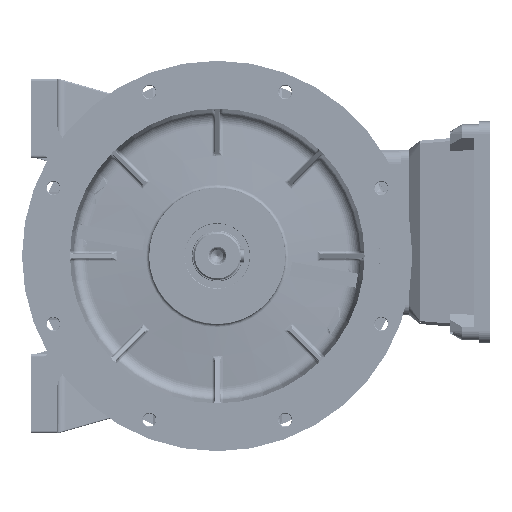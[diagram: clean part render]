
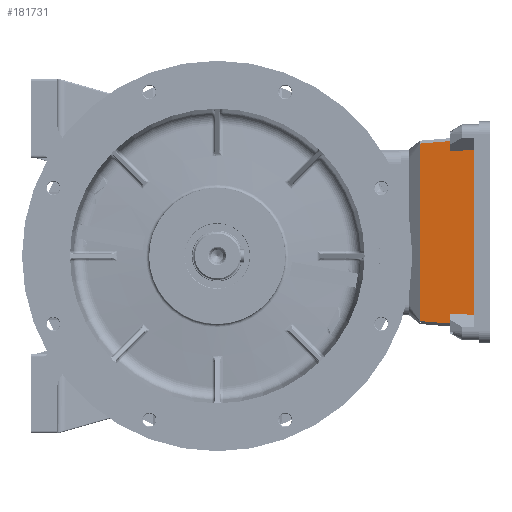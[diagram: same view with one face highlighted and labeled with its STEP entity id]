
A CAD part, left-side view. The second image highlights one B-rep face of the part: STEP entity #181731.
In plain terms, the highlighted face is planar.
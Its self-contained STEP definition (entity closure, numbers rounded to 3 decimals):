
#2443 = EDGE_CURVE ( 'NONE', #105511, #168525, #147016, .T. ) ;
#2784 = PLANE ( 'NONE',  #106348 ) ;
#3065 = LINE ( 'NONE', #197315, #191980 ) ;
#4575 = ORIENTED_EDGE ( 'NONE', *, *, #2443, .F. ) ;
#16518 = CARTESIAN_POINT ( 'NONE',  ( 279.991, -22.618, 122.433 ) ) ;
#16876 = VECTOR ( 'NONE', #248877, 1000. ) ;
#17155 = VECTOR ( 'NONE', #136524, 1000. ) ;
#32662 = EDGE_CURVE ( 'NONE', #213674, #65652, #220268, .T. ) ;
#37784 = CARTESIAN_POINT ( 'NONE',  ( 297.5, -20.58, 97.7 ) ) ;
#46546 = CARTESIAN_POINT ( 'NONE',  ( 2.048, -20.58, 97.7 ) ) ;
#62786 = EDGE_CURVE ( 'NONE', #168525, #284513, #289340, .T. ) ;
#65652 = VERTEX_POINT ( 'NONE', #164156 ) ;
#69074 = CARTESIAN_POINT ( 'NONE',  ( -15.58, -20.58, 97.7 ) ) ;
#69902 = DIRECTION ( 'NONE',  ( -0.082, 0.082, -0.993 ) ) ;
#72057 = CARTESIAN_POINT ( 'NONE',  ( 297.5, -20.58, 97.7 ) ) ;
#78779 = DIRECTION ( 'NONE',  ( 0., -0.082, 0.997 ) ) ;
#81247 = VERTEX_POINT ( 'NONE', #69074 ) ;
#83181 = EDGE_LOOP ( 'NONE', ( #183232, #86273, #131417, #104424, #108520, #182401, #108365, #4575 ) ) ;
#86273 = ORIENTED_EDGE ( 'NONE', *, *, #200205, .F. ) ;
#100633 = CARTESIAN_POINT ( 'NONE',  ( 0.127, -22.5, 121. ) ) ;
#101534 = DIRECTION ( 'NONE',  ( 0., 0.997, 0.082 ) ) ;
#101699 = LINE ( 'NONE', #242521, #109836 ) ;
#104424 = ORIENTED_EDGE ( 'NONE', *, *, #32662, .T. ) ;
#105511 = VERTEX_POINT ( 'NONE', #46546 ) ;
#105992 = EDGE_CURVE ( 'NONE', #81247, #105511, #293774, .T. ) ;
#106348 = AXIS2_PLACEMENT_3D ( 'NONE', #221249, #101534, #78779 ) ;
#108365 = ORIENTED_EDGE ( 'NONE', *, *, #62786, .F. ) ;
#108520 = ORIENTED_EDGE ( 'NONE', *, *, #179141, .F. ) ;
#109836 = VECTOR ( 'NONE', #221428, 1000. ) ;
#117837 = DIRECTION ( 'NONE',  ( 1., 0., 0. ) ) ;
#131417 = ORIENTED_EDGE ( 'NONE', *, *, #272079, .F. ) ;
#133796 = CARTESIAN_POINT ( 'NONE',  ( 290., -15., 30. ) ) ;
#136524 = DIRECTION ( 'NONE',  ( 1., 0., 0. ) ) ;
#140739 = EDGE_CURVE ( 'NONE', #284513, #314591, #239845, .T. ) ;
#147016 = LINE ( 'NONE', #150219, #16876 ) ;
#150219 = CARTESIAN_POINT ( 'NONE',  ( 2.12, -20.507, 96.82 ) ) ;
#164156 = CARTESIAN_POINT ( 'NONE',  ( 295.58, -20.58, 97.7 ) ) ;
#166515 = VECTOR ( 'NONE', #249319, 1000. ) ;
#168026 = CARTESIAN_POINT ( 'NONE',  ( -17.5, -22.5, 121. ) ) ;
#168525 = VERTEX_POINT ( 'NONE', #100633 ) ;
#170803 = DIRECTION ( 'NONE',  ( 1., 0., 0. ) ) ;
#179141 = EDGE_CURVE ( 'NONE', #314591, #65652, #238352, .T. ) ;
#181731 = ADVANCED_FACE ( 'NONE', ( #294100 ), #2784, .F. ) ;
#182401 = ORIENTED_EDGE ( 'NONE', *, *, #140739, .F. ) ;
#183232 = ORIENTED_EDGE ( 'NONE', *, *, #105992, .F. ) ;
#183641 = CARTESIAN_POINT ( 'NONE',  ( 277.952, -20.58, 97.7 ) ) ;
#191980 = VECTOR ( 'NONE', #278117, 1000. ) ;
#194469 = CARTESIAN_POINT ( 'NONE',  ( 290., -15., 30. ) ) ;
#197315 = CARTESIAN_POINT ( 'NONE',  ( 290., -15., 30. ) ) ;
#200205 = EDGE_CURVE ( 'NONE', #232355, #81247, #101699, .T. ) ;
#213674 = VERTEX_POINT ( 'NONE', #133796 ) ;
#220268 = LINE ( 'NONE', #194469, #166515 ) ;
#221249 = CARTESIAN_POINT ( 'NONE',  ( 297.5, -22.5, 121. ) ) ;
#221428 = DIRECTION ( 'NONE',  ( -0.082, -0.082, 0.993 ) ) ;
#232355 = VERTEX_POINT ( 'NONE', #308515 ) ;
#235559 = CARTESIAN_POINT ( 'NONE',  ( 279.873, -22.5, 121. ) ) ;
#238352 = LINE ( 'NONE', #37784, #17155 ) ;
#239845 = LINE ( 'NONE', #16518, #243297 ) ;
#242521 = CARTESIAN_POINT ( 'NONE',  ( -10., -15., 30. ) ) ;
#243297 = VECTOR ( 'NONE', #69902, 1000. ) ;
#248877 = DIRECTION ( 'NONE',  ( -0.082, -0.082, 0.993 ) ) ;
#249319 = DIRECTION ( 'NONE',  ( 0.082, -0.082, 0.993 ) ) ;
#254774 = VECTOR ( 'NONE', #170803, 1000. ) ;
#272079 = EDGE_CURVE ( 'NONE', #213674, #232355, #3065, .T. ) ;
#278117 = DIRECTION ( 'NONE',  ( -1., 0., 0. ) ) ;
#284513 = VERTEX_POINT ( 'NONE', #235559 ) ;
#289340 = LINE ( 'NONE', #168026, #307532 ) ;
#293774 = LINE ( 'NONE', #72057, #254774 ) ;
#294100 = FACE_OUTER_BOUND ( 'NONE', #83181, .T. ) ;
#307532 = VECTOR ( 'NONE', #117837, 1000. ) ;
#308515 = CARTESIAN_POINT ( 'NONE',  ( -10., -15., 30. ) ) ;
#314591 = VERTEX_POINT ( 'NONE', #183641 ) ;
